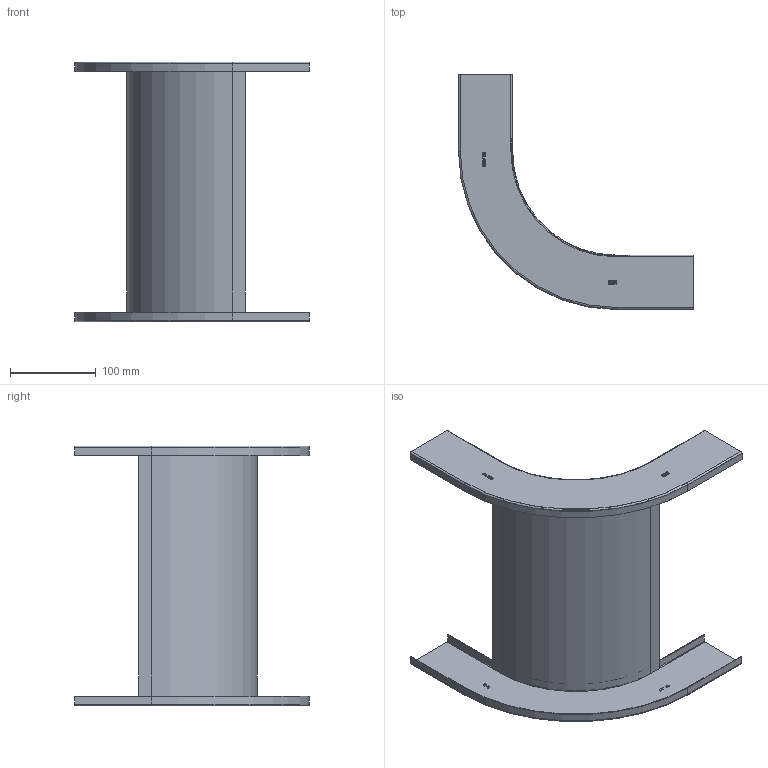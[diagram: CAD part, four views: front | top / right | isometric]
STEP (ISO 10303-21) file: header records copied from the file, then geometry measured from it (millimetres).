
FILE_DESCRIPTION((''),'2;1');
FILE_NAME('7007067_ORG_ASM','2012-06-21T',('AndreasKeweloh'),(''),'PRO/ENGINEER BY PARAMETRIC TECHNOLOGY CORPORATION, 2012060','PRO/ENGINEER BY PARAMETRIC TECHNOLOGY CORPORATION, 2012060','');
FILE_SCHEMA(('CONFIG_CONTROL_DESIGN'));
Length unit declared in the file: millimetre
Products named in the file (4): PRT0004; 002195_BODENBLECH_B_301; ASM0005_ASM; 7007067_ORG_ASM
Assembly tree (4 placements, depth 3):
  7007067_ORG_ASM
    ASM0005_ASM
      PRT0004  x2
      002195_BODENBLECH_B_301
Bounding box: 273.75 x 273.75 x 303 mm (x, y, z)
Volume: 135433.5 mm3; surface area: 273971.7 mm2
Topology: 3 solids, 3 shells, 364 faces, 888 edges, 568 vertices
Faces by surface type: plane 192, extrusion 90, cylinder 74, torus 8
Entity records: 7315 total; most frequent: CARTESIAN_POINT 2883, ORIENTED_EDGE 916, DIRECTION 803, EDGE_CURVE 458, VECTOR 333, VERTEX_POINT 292, LINE 288, AXIS2_PLACEMENT_3D 235
